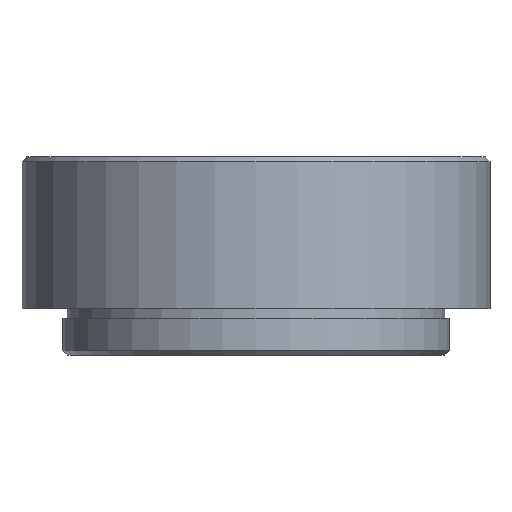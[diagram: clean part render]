
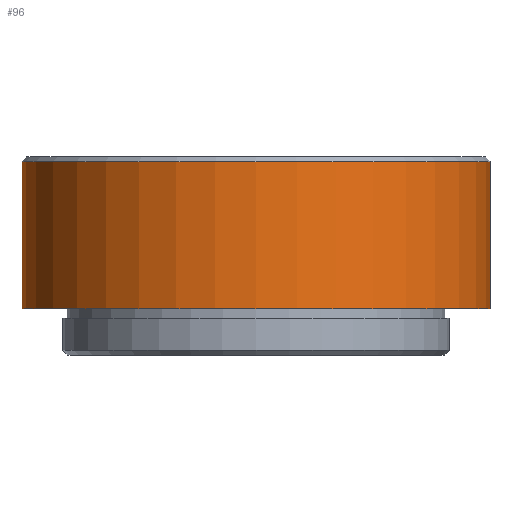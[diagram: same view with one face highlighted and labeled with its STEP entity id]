
A CAD part, front view. The second image highlights one B-rep face of the part: STEP entity #96.
In plain terms, the highlighted cylindrical face has radius 25.4 mm (diameter 50.8 mm), a partial arc.
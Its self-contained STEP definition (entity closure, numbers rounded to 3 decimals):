
#87 = CARTESIAN_POINT ( 'NONE',  ( 0., 0., 21.5 ) ) ;
#96 = ADVANCED_FACE ( 'NONE', ( #750 ), #651, .T. ) ;
#188 = AXIS2_PLACEMENT_3D ( 'NONE', #87, #621, #243 ) ;
#243 = DIRECTION ( 'NONE',  ( -1., 0., 0. ) ) ;
#250 = CIRCLE ( 'NONE', #833, 25.4 ) ;
#251 = AXIS2_PLACEMENT_3D ( 'NONE', #1454, #653, #789 ) ;
#259 = DIRECTION ( 'NONE',  ( 0., 0., -1. ) ) ;
#341 = VERTEX_POINT ( 'NONE', #552 ) ;
#473 = CARTESIAN_POINT ( 'NONE',  ( -25.4, 0., 5. ) ) ;
#480 = DIRECTION ( 'NONE',  ( 0., 0., -1. ) ) ;
#535 = CARTESIAN_POINT ( 'NONE',  ( 25.4, 0., 21.5 ) ) ;
#549 = EDGE_CURVE ( 'NONE', #341, #724, #250, .T. ) ;
#552 = CARTESIAN_POINT ( 'NONE',  ( 25.4, 0., 5. ) ) ;
#568 = EDGE_CURVE ( 'NONE', #1397, #724, #1126, .T. ) ;
#621 = DIRECTION ( 'NONE',  ( 0., 0., -1. ) ) ;
#641 = DIRECTION ( 'NONE',  ( -1., 0., 0. ) ) ;
#651 = CYLINDRICAL_SURFACE ( 'NONE', #188, 25.4 ) ;
#653 = DIRECTION ( 'NONE',  ( 0., 0., -1. ) ) ;
#724 = VERTEX_POINT ( 'NONE', #473 ) ;
#750 = FACE_OUTER_BOUND ( 'NONE', #1030, .T. ) ;
#766 = ORIENTED_EDGE ( 'NONE', *, *, #997, .T. ) ;
#773 = CARTESIAN_POINT ( 'NONE',  ( 0., 0., 5. ) ) ;
#787 = ORIENTED_EDGE ( 'NONE', *, *, #549, .F. ) ;
#789 = DIRECTION ( 'NONE',  ( 1., 0., 0. ) ) ;
#833 = AXIS2_PLACEMENT_3D ( 'NONE', #773, #480, #641 ) ;
#885 = VECTOR ( 'NONE', #1548, 1000. ) ;
#929 = VECTOR ( 'NONE', #259, 1000. ) ;
#997 = EDGE_CURVE ( 'NONE', #1732, #1397, #1389, .T. ) ;
#1009 = CARTESIAN_POINT ( 'NONE',  ( -25.4, 0., 21.5 ) ) ;
#1030 = EDGE_LOOP ( 'NONE', ( #1235, #766, #1534, #787 ) ) ;
#1038 = EDGE_CURVE ( 'NONE', #1732, #341, #1460, .T. ) ;
#1126 = LINE ( 'NONE', #1009, #885 ) ;
#1184 = CARTESIAN_POINT ( 'NONE',  ( 25.4, 0., 21. ) ) ;
#1235 = ORIENTED_EDGE ( 'NONE', *, *, #1038, .F. ) ;
#1389 = CIRCLE ( 'NONE', #251, 25.4 ) ;
#1397 = VERTEX_POINT ( 'NONE', #1561 ) ;
#1454 = CARTESIAN_POINT ( 'NONE',  ( 0., 0., 21. ) ) ;
#1460 = LINE ( 'NONE', #535, #929 ) ;
#1534 = ORIENTED_EDGE ( 'NONE', *, *, #568, .T. ) ;
#1548 = DIRECTION ( 'NONE',  ( 0., 0., -1. ) ) ;
#1561 = CARTESIAN_POINT ( 'NONE',  ( -25.4, 0., 21. ) ) ;
#1732 = VERTEX_POINT ( 'NONE', #1184 ) ;
